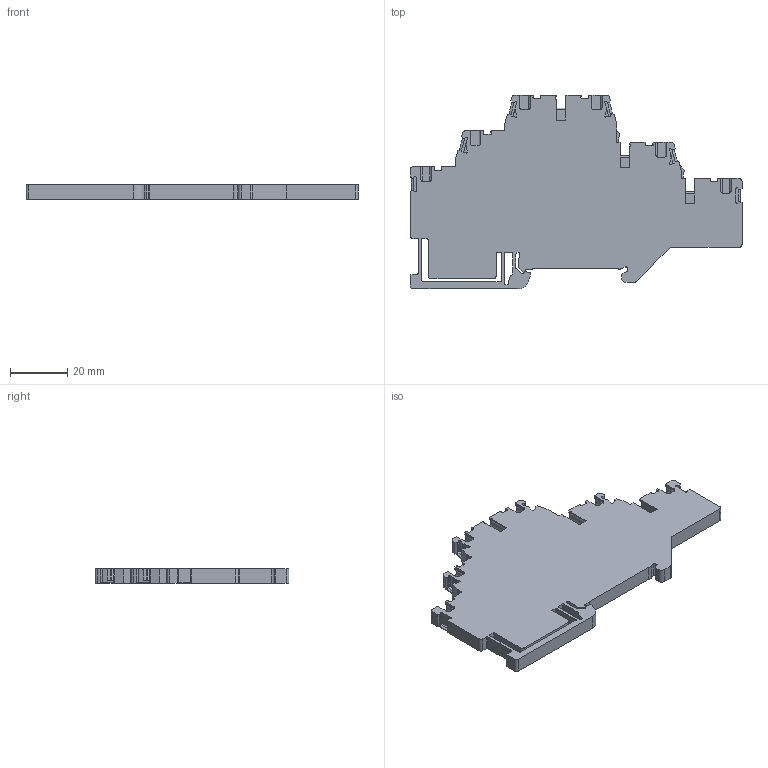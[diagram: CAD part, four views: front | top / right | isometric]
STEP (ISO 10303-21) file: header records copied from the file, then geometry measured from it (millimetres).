
FILE_DESCRIPTION(/* description */ (''),/* implementation_level */ '2;1');
FILE_NAME(/* name */ '3592_ZIKD25_PE_L_L_iso.stp',/* time_stamp */ '2011-08-04T08:09:52+02:00',/* author */ (''),/* organization */ (''),/* preprocessor_version */ 'ST-DEVELOPER v11',/* originating_system */ 'SIEMENS UGS NX 6.0',/* authorisation */ '');
FILE_SCHEMA (('CONFIG_CONTROL_DESIGN'));
Length unit declared in the file: millimetre
Products named in the file (1): 3592_ZIKD25_PE_L_L_iso
Bounding box: 115.6 x 67.5 x 5.1 mm (x, y, z)
Volume: 24964.2 mm3; surface area: 14336.3 mm2
Topology: 1 solids, 1 shells, 603 faces, 1766 edges, 1183 vertices
Faces by surface type: plane 379, cylinder 204, bspline 10, torus 10
Full cylindrical faces by diameter (mm): 2.4 x6
Entity records: 21496 total; most frequent: CARTESIAN_POINT 5213, ORIENTED_EDGE 3512, DIRECTION 3280, EDGE_CURVE 1756, LINE 1222, VECTOR 1222, VERTEX_POINT 1181, AXIS2_PLACEMENT_3D 1029
